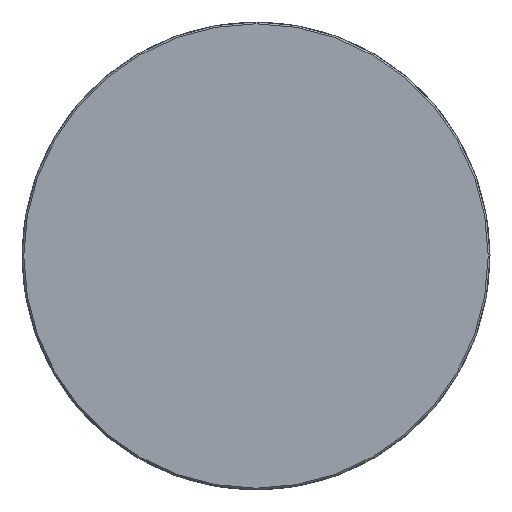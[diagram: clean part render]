
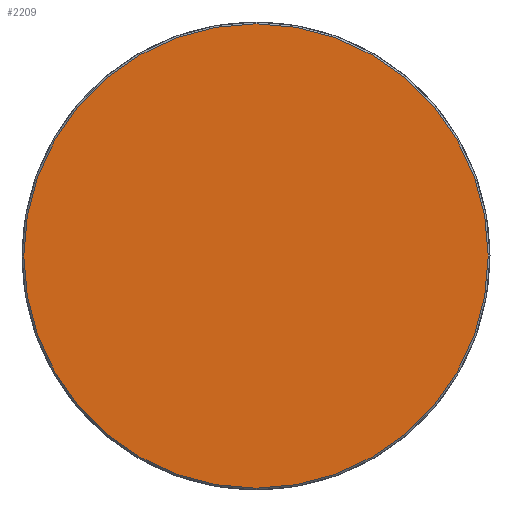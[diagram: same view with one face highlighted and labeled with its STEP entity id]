
A CAD part, left-side view. The second image highlights one B-rep face of the part: STEP entity #2209.
In plain terms, the highlighted planar face has unit normal (-1, 0, 0).
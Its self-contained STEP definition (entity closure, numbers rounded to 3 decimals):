
#203 = EDGE_CURVE ( 'NONE', #961, #656, #908, .T. ) ;
#287 = CARTESIAN_POINT ( 'NONE',  ( -256.2, 0., 129. ) ) ;
#347 = DIRECTION ( 'NONE',  ( 0., 0., -1. ) ) ;
#471 = DIRECTION ( 'NONE',  ( 0., 0., -1. ) ) ;
#540 = CARTESIAN_POINT ( 'NONE',  ( -256.2, 0., -129. ) ) ;
#603 = AXIS2_PLACEMENT_3D ( 'NONE', #1315, #1544, #2025 ) ;
#656 = VERTEX_POINT ( 'NONE', #287 ) ;
#805 = EDGE_LOOP ( 'NONE', ( #2759, #1464 ) ) ;
#908 = CIRCLE ( 'NONE', #603, 129. ) ;
#961 = VERTEX_POINT ( 'NONE', #540 ) ;
#1315 = CARTESIAN_POINT ( 'NONE',  ( -256.2, 0., 0. ) ) ;
#1360 = DIRECTION ( 'NONE',  ( -1., 0., 0. ) ) ;
#1464 = ORIENTED_EDGE ( 'NONE', *, *, #1611, .T. ) ;
#1544 = DIRECTION ( 'NONE',  ( -1., 0., 0. ) ) ;
#1558 = AXIS2_PLACEMENT_3D ( 'NONE', #1578, #1360, #347 ) ;
#1578 = CARTESIAN_POINT ( 'NONE',  ( -256.2, 0., 0. ) ) ;
#1611 = EDGE_CURVE ( 'NONE', #656, #961, #2465, .T. ) ;
#1704 = DIRECTION ( 'NONE',  ( 1., 0., 0. ) ) ;
#1854 = AXIS2_PLACEMENT_3D ( 'NONE', #2165, #1704, #471 ) ;
#2025 = DIRECTION ( 'NONE',  ( 0., 0., -1. ) ) ;
#2165 = CARTESIAN_POINT ( 'NONE',  ( -256.2, -130.548, 130.548 ) ) ;
#2209 = ADVANCED_FACE ( 'NONE', ( #3059 ), #3228, .F. ) ;
#2465 = CIRCLE ( 'NONE', #1558, 129. ) ;
#2759 = ORIENTED_EDGE ( 'NONE', *, *, #203, .T. ) ;
#3059 = FACE_OUTER_BOUND ( 'NONE', #805, .T. ) ;
#3228 = PLANE ( 'NONE',  #1854 ) ;
